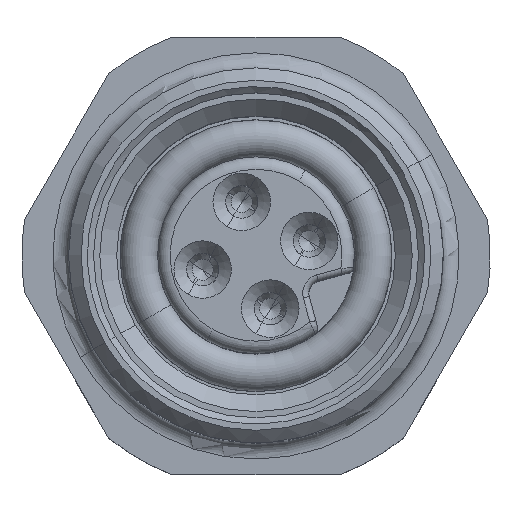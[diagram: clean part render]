
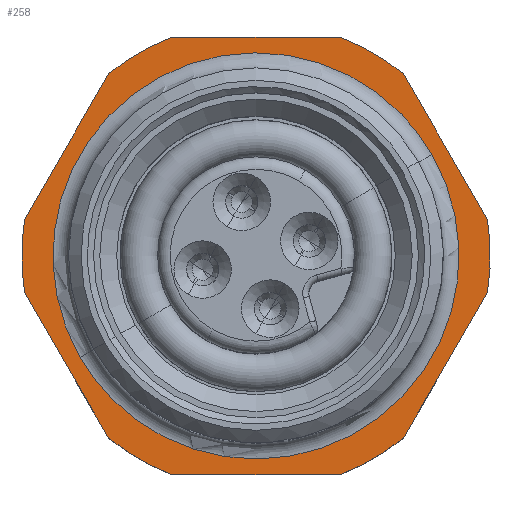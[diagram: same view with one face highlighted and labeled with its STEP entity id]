
A CAD part, top view. The second image highlights one B-rep face of the part: STEP entity #258.
In plain terms, the highlighted planar face has unit normal (0, 0, 1).
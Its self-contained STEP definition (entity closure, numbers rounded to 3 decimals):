
#47=AXIS2_PLACEMENT_3D('Circle Axis2P3D',#45,#46,$) ;
#105=AXIS2_PLACEMENT_3D('Plane Axis2P3D',#102,#103,#104) ;
#40=CARTESIAN_POINT('Vertex',(6.108,0.584,12.2)) ;
#45=CARTESIAN_POINT('Axis2P3D Location',(3.75,3.5,12.2)) ;
#49=CARTESIAN_POINT('Vertex',(5.096,0.,12.2)) ;
#87=CARTESIAN_POINT('Vertex',(7.454,2.916,12.2)) ;
#90=CARTESIAN_POINT('Line Origine',(6.781,1.75,12.2)) ;
#102=CARTESIAN_POINT('Axis2P3D Location',(3.75,3.5,12.2)) ;
#108=CARTESIAN_POINT('Control Point',(7.454,4.084,12.2)) ;
#109=CARTESIAN_POINT('Control Point',(7.491,3.852,12.2)) ;
#110=CARTESIAN_POINT('Control Point',(7.509,3.618,12.2)) ;
#111=CARTESIAN_POINT('Control Point',(7.509,3.382,12.2)) ;
#112=CARTESIAN_POINT('Control Point',(7.491,3.148,12.2)) ;
#113=CARTESIAN_POINT('Control Point',(7.454,2.916,12.2)) ;
#114=CARTESIAN_POINT('Vertex',(7.454,4.084,12.2)) ;
#117=CARTESIAN_POINT('Line Origine',(6.781,5.25,12.2)) ;
#121=CARTESIAN_POINT('Vertex',(6.108,6.416,12.2)) ;
#125=CARTESIAN_POINT('Control Point',(5.096,7.,12.2)) ;
#126=CARTESIAN_POINT('Control Point',(5.315,6.916,12.2)) ;
#127=CARTESIAN_POINT('Control Point',(5.528,6.814,12.2)) ;
#128=CARTESIAN_POINT('Control Point',(5.732,6.697,12.2)) ;
#129=CARTESIAN_POINT('Control Point',(5.926,6.563,12.2)) ;
#130=CARTESIAN_POINT('Control Point',(6.108,6.416,12.2)) ;
#131=CARTESIAN_POINT('Vertex',(5.096,7.,12.2)) ;
#134=CARTESIAN_POINT('Line Origine',(3.75,7.,12.2)) ;
#138=CARTESIAN_POINT('Vertex',(2.404,7.,12.2)) ;
#142=CARTESIAN_POINT('Control Point',(1.392,6.416,12.2)) ;
#143=CARTESIAN_POINT('Control Point',(1.574,6.563,12.2)) ;
#144=CARTESIAN_POINT('Control Point',(1.768,6.697,12.2)) ;
#145=CARTESIAN_POINT('Control Point',(1.972,6.814,12.2)) ;
#146=CARTESIAN_POINT('Control Point',(2.185,6.916,12.2)) ;
#147=CARTESIAN_POINT('Control Point',(2.404,7.,12.2)) ;
#148=CARTESIAN_POINT('Vertex',(1.392,6.416,12.2)) ;
#151=CARTESIAN_POINT('Line Origine',(0.719,5.25,12.2)) ;
#155=CARTESIAN_POINT('Vertex',(0.046,4.084,12.2)) ;
#159=CARTESIAN_POINT('Control Point',(0.046,2.916,12.2)) ;
#160=CARTESIAN_POINT('Control Point',(0.009,3.148,12.2)) ;
#161=CARTESIAN_POINT('Control Point',(-0.009,3.382,12.2)) ;
#162=CARTESIAN_POINT('Control Point',(-0.009,3.618,12.2)) ;
#163=CARTESIAN_POINT('Control Point',(0.009,3.852,12.2)) ;
#164=CARTESIAN_POINT('Control Point',(0.046,4.084,12.2)) ;
#165=CARTESIAN_POINT('Vertex',(0.046,2.916,12.2)) ;
#168=CARTESIAN_POINT('Line Origine',(0.719,1.75,12.2)) ;
#172=CARTESIAN_POINT('Vertex',(1.392,0.584,12.2)) ;
#176=CARTESIAN_POINT('Control Point',(2.404,0.,12.2)) ;
#177=CARTESIAN_POINT('Control Point',(2.185,0.084,12.2)) ;
#178=CARTESIAN_POINT('Control Point',(1.972,0.186,12.2)) ;
#179=CARTESIAN_POINT('Control Point',(1.768,0.303,12.2)) ;
#180=CARTESIAN_POINT('Control Point',(1.574,0.437,12.2)) ;
#181=CARTESIAN_POINT('Control Point',(1.392,0.584,12.2)) ;
#182=CARTESIAN_POINT('Vertex',(2.404,0.,12.2)) ;
#185=CARTESIAN_POINT('Line Origine',(3.75,0.,12.2)) ;
#205=CARTESIAN_POINT('Control Point',(0.935,1.875,12.2)) ;
#206=CARTESIAN_POINT('Control Point',(0.759,2.181,12.2)) ;
#207=CARTESIAN_POINT('Control Point',(0.624,2.511,12.2)) ;
#208=CARTESIAN_POINT('Control Point',(0.535,2.857,12.2)) ;
#209=CARTESIAN_POINT('Control Point',(0.453,3.566,12.2)) ;
#210=CARTESIAN_POINT('Control Point',(0.563,4.27,12.2)) ;
#211=CARTESIAN_POINT('Control Point',(0.666,4.613,12.2)) ;
#212=CARTESIAN_POINT('Control Point',(0.962,5.261,12.2)) ;
#213=CARTESIAN_POINT('Control Point',(1.42,5.807,12.2)) ;
#214=CARTESIAN_POINT('Control Point',(1.685,6.047,12.2)) ;
#215=CARTESIAN_POINT('Control Point',(2.274,6.449,12.2)) ;
#216=CARTESIAN_POINT('Control Point',(2.949,6.68,12.2)) ;
#217=CARTESIAN_POINT('Control Point',(3.3,6.748,12.2)) ;
#218=CARTESIAN_POINT('Control Point',(4.012,6.788,12.2)) ;
#219=CARTESIAN_POINT('Control Point',(4.709,6.636,12.2)) ;
#220=CARTESIAN_POINT('Control Point',(5.045,6.513,12.2)) ;
#221=CARTESIAN_POINT('Control Point',(5.605,6.215,12.2)) ;
#222=CARTESIAN_POINT('Control Point',(6.077,5.794,12.2)) ;
#223=CARTESIAN_POINT('Control Point',(6.264,5.588,12.2)) ;
#224=CARTESIAN_POINT('Control Point',(6.427,5.364,12.2)) ;
#225=CARTESIAN_POINT('Control Point',(6.565,5.125,12.2)) ;
#226=CARTESIAN_POINT('Vertex',(0.935,1.875,12.2)) ;
#228=CARTESIAN_POINT('Vertex',(6.565,5.125,12.2)) ;
#232=CARTESIAN_POINT('Control Point',(6.565,5.125,12.2)) ;
#233=CARTESIAN_POINT('Control Point',(6.741,4.819,12.2)) ;
#234=CARTESIAN_POINT('Control Point',(6.876,4.489,12.2)) ;
#235=CARTESIAN_POINT('Control Point',(6.965,4.143,12.2)) ;
#236=CARTESIAN_POINT('Control Point',(7.047,3.434,12.2)) ;
#237=CARTESIAN_POINT('Control Point',(6.937,2.73,12.2)) ;
#238=CARTESIAN_POINT('Control Point',(6.834,2.387,12.2)) ;
#239=CARTESIAN_POINT('Control Point',(6.538,1.739,12.2)) ;
#240=CARTESIAN_POINT('Control Point',(6.08,1.193,12.2)) ;
#241=CARTESIAN_POINT('Control Point',(5.815,0.953,12.2)) ;
#242=CARTESIAN_POINT('Control Point',(5.226,0.551,12.2)) ;
#243=CARTESIAN_POINT('Control Point',(4.551,0.32,12.2)) ;
#244=CARTESIAN_POINT('Control Point',(4.2,0.252,12.2)) ;
#245=CARTESIAN_POINT('Control Point',(3.488,0.212,12.2)) ;
#246=CARTESIAN_POINT('Control Point',(2.791,0.364,12.2)) ;
#247=CARTESIAN_POINT('Control Point',(2.455,0.487,12.2)) ;
#248=CARTESIAN_POINT('Control Point',(1.895,0.785,12.2)) ;
#249=CARTESIAN_POINT('Control Point',(1.423,1.206,12.2)) ;
#250=CARTESIAN_POINT('Control Point',(1.236,1.412,12.2)) ;
#251=CARTESIAN_POINT('Control Point',(1.073,1.636,12.2)) ;
#252=CARTESIAN_POINT('Control Point',(0.935,1.875,12.2)) ;
#46=DIRECTION('Axis2P3D Direction',(0.,0.,1.)) ;
#91=DIRECTION('Vector Direction',(-0.5,-0.866,0.)) ;
#103=DIRECTION('Axis2P3D Direction',(0.,0.,1.)) ;
#104=DIRECTION('Axis2P3D XDirection',(-0.866,-0.5,0.)) ;
#118=DIRECTION('Vector Direction',(0.5,-0.866,0.)) ;
#135=DIRECTION('Vector Direction',(1.,0.,0.)) ;
#152=DIRECTION('Vector Direction',(0.5,0.866,0.)) ;
#169=DIRECTION('Vector Direction',(-0.5,0.866,0.)) ;
#186=DIRECTION('Vector Direction',(-1.,0.,0.)) ;
#92=VECTOR('Line Direction',#91,1.) ;
#119=VECTOR('Line Direction',#118,1.) ;
#136=VECTOR('Line Direction',#135,1.) ;
#153=VECTOR('Line Direction',#152,1.) ;
#170=VECTOR('Line Direction',#169,1.) ;
#187=VECTOR('Line Direction',#186,1.) ;
#191=ORIENTED_EDGE('',*,*,#94,.F.) ;
#192=ORIENTED_EDGE('',*,*,#116,.F.) ;
#193=ORIENTED_EDGE('',*,*,#123,.F.) ;
#194=ORIENTED_EDGE('',*,*,#133,.F.) ;
#195=ORIENTED_EDGE('',*,*,#140,.F.) ;
#196=ORIENTED_EDGE('',*,*,#150,.F.) ;
#197=ORIENTED_EDGE('',*,*,#157,.F.) ;
#198=ORIENTED_EDGE('',*,*,#167,.F.) ;
#199=ORIENTED_EDGE('',*,*,#174,.F.) ;
#200=ORIENTED_EDGE('',*,*,#184,.F.) ;
#201=ORIENTED_EDGE('',*,*,#189,.F.) ;
#202=ORIENTED_EDGE('',*,*,#51,.F.) ;
#255=ORIENTED_EDGE('',*,*,#230,.T.) ;
#256=ORIENTED_EDGE('',*,*,#253,.T.) ;
#257=FACE_BOUND('',#254,.T.) ;
#258=ADVANCED_FACE('Hauptk\X2\00F6\X0\rper',(#203,#257),#106,.T.) ;
#107=B_SPLINE_CURVE_WITH_KNOTS('',5,(#108,#109,#110,#111,#112,#113),.UNSPECIFIED.,.F.,.U.,(6,6),(0.,1.659),.UNSPECIFIED.) ;
#124=B_SPLINE_CURVE_WITH_KNOTS('',5,(#125,#126,#127,#128,#129,#130),.UNSPECIFIED.,.F.,.U.,(6,6),(0.,1.659),.UNSPECIFIED.) ;
#141=B_SPLINE_CURVE_WITH_KNOTS('',5,(#142,#143,#144,#145,#146,#147),.UNSPECIFIED.,.F.,.U.,(6,6),(0.,1.659),.UNSPECIFIED.) ;
#158=B_SPLINE_CURVE_WITH_KNOTS('',5,(#159,#160,#161,#162,#163,#164),.UNSPECIFIED.,.F.,.U.,(6,6),(0.,1.659),.UNSPECIFIED.) ;
#175=B_SPLINE_CURVE_WITH_KNOTS('',5,(#176,#177,#178,#179,#180,#181),.UNSPECIFIED.,.F.,.U.,(6,6),(0.,1.659),.UNSPECIFIED.) ;
#204=B_SPLINE_CURVE_WITH_KNOTS('',5,(#205,#206,#207,#208,#209,#210,#211,#212,#213,#214,#215,#216,#217,#218,#219,#220,#221,#222,#223,#224,#225),.UNSPECIFIED.,.F.,.U.,(6,3,3,3,3,3,6),(0.,2.498,4.996,7.494,9.992,12.49,14.439),.UNSPECIFIED.) ;
#231=B_SPLINE_CURVE_WITH_KNOTS('',5,(#232,#233,#234,#235,#236,#237,#238,#239,#240,#241,#242,#243,#244,#245,#246,#247,#248,#249,#250,#251,#252),.UNSPECIFIED.,.F.,.U.,(6,3,3,3,3,3,6),(0.,2.498,4.996,7.494,9.992,12.49,14.439),.UNSPECIFIED.) ;
#48=CIRCLE('generated circle',#47,3.75) ;
#51=EDGE_CURVE('',#41,#50,#48,.F.) ;
#94=EDGE_CURVE('',#88,#41,#93,.T.) ;
#116=EDGE_CURVE('',#115,#88,#107,.T.) ;
#123=EDGE_CURVE('',#122,#115,#120,.T.) ;
#133=EDGE_CURVE('',#132,#122,#124,.T.) ;
#140=EDGE_CURVE('',#139,#132,#137,.T.) ;
#150=EDGE_CURVE('',#149,#139,#141,.T.) ;
#157=EDGE_CURVE('',#156,#149,#154,.T.) ;
#167=EDGE_CURVE('',#166,#156,#158,.T.) ;
#174=EDGE_CURVE('',#173,#166,#171,.T.) ;
#184=EDGE_CURVE('',#183,#173,#175,.T.) ;
#189=EDGE_CURVE('',#50,#183,#188,.T.) ;
#230=EDGE_CURVE('',#227,#229,#204,.T.) ;
#253=EDGE_CURVE('',#229,#227,#231,.T.) ;
#190=EDGE_LOOP('',(#191,#192,#193,#194,#195,#196,#197,#198,#199,#200,#201,#202)) ;
#254=EDGE_LOOP('',(#255,#256)) ;
#203=FACE_OUTER_BOUND('',#190,.T.) ;
#93=LINE('Line',#90,#92) ;
#120=LINE('Line',#117,#119) ;
#137=LINE('Line',#134,#136) ;
#154=LINE('Line',#151,#153) ;
#171=LINE('Line',#168,#170) ;
#188=LINE('Line',#185,#187) ;
#106=PLANE('',#105) ;
#41=VERTEX_POINT('',#40) ;
#50=VERTEX_POINT('',#49) ;
#88=VERTEX_POINT('',#87) ;
#115=VERTEX_POINT('',#114) ;
#122=VERTEX_POINT('',#121) ;
#132=VERTEX_POINT('',#131) ;
#139=VERTEX_POINT('',#138) ;
#149=VERTEX_POINT('',#148) ;
#156=VERTEX_POINT('',#155) ;
#166=VERTEX_POINT('',#165) ;
#173=VERTEX_POINT('',#172) ;
#183=VERTEX_POINT('',#182) ;
#227=VERTEX_POINT('',#226) ;
#229=VERTEX_POINT('',#228) ;
